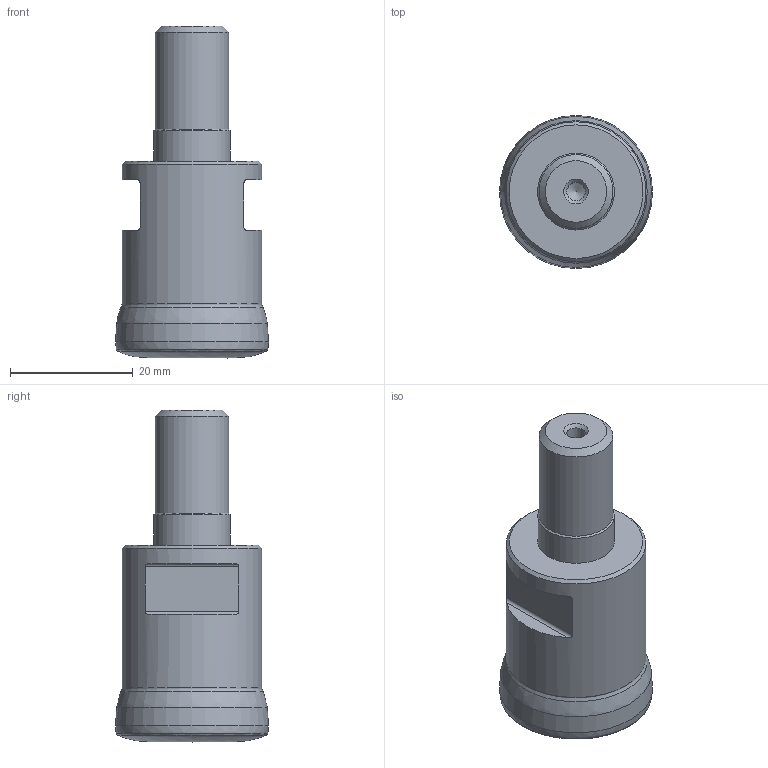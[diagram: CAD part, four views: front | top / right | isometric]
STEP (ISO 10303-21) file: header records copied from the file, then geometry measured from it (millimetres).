
FILE_DESCRIPTION(/* description */ (''),/* implementation_level */ '2;1');
FILE_NAME(/* name */ '25E3R032M12_SZD09_C_115009515ndi000_00_SIM.stp',/* time_stamp */ '2019-12-19T06:00:49+01:00',/* author */ (''),/* organization */ (''),/* preprocessor_version */ 'ST-DEVELOPER v16.7',/* originating_system */ 'SIEMENS PLM Software NX 12.0',/* authorisation */ '');
FILE_SCHEMA (('AUTOMOTIVE_DESIGN { 1 0 10303 214 3 1 1 1 }'));
Length unit declared in the file: millimetre
Products named in the file (1): hc723B40B71Eqt39
Bounding box: 24.9 x 24.9 x 54 mm (x, y, z)
Volume: 17924.6 mm3; surface area: 5764.7 mm2
Topology: 2 solids, 2 shells, 53 faces, 119 edges, 70 vertices
Faces by surface type: revolution 28, plane 9, cylinder 8, cone 6, torus 2
Full cylindrical faces by diameter (mm): 3 x1, 12 x1, 12.493 x1, 22.75 x1
Entity records: 1499 total; most frequent: CARTESIAN_POINT 521, DIRECTION 176, ORIENTED_EDGE 132, EDGE_LOOP 96, FACE_BOUND 86, AXIS2_PLACEMENT_3D 68, EDGE_CURVE 66, VERTEX_POINT 59
